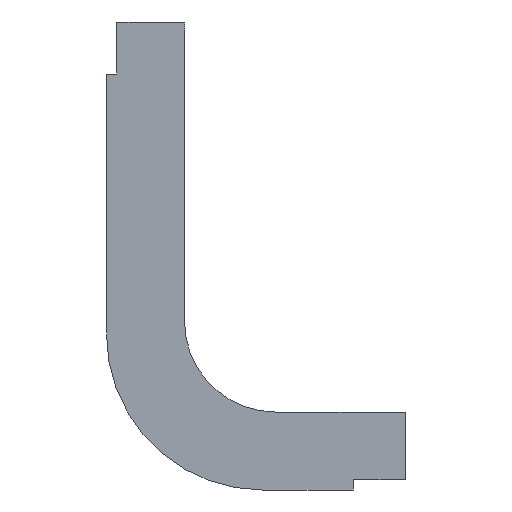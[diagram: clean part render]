
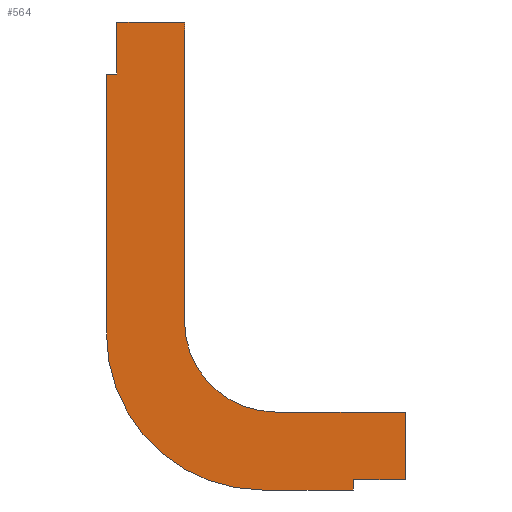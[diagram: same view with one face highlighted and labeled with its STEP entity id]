
A CAD part, front view. The second image highlights one B-rep face of the part: STEP entity #564.
In plain terms, the highlighted planar face has unit normal (0, -1, 0).
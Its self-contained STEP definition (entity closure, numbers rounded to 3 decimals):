
#65=FACE_OUTER_BOUND('',#95,.T.);
#95=EDGE_LOOP('',(#390,#391,#392,#393,#394,#395,#396,#397,#398,#399,#400,
#401));
#126=CIRCLE('',#618,35.);
#127=CIRCLE('',#619,60.);
#135=LINE('',#806,#201);
#136=LINE('',#808,#202);
#137=LINE('',#810,#203);
#138=LINE('',#812,#204);
#139=LINE('',#814,#205);
#140=LINE('',#818,#206);
#141=LINE('',#820,#207);
#142=LINE('',#822,#208);
#143=LINE('',#824,#209);
#144=LINE('',#826,#210);
#201=VECTOR('',#660,10.);
#202=VECTOR('',#661,10.);
#203=VECTOR('',#662,10.);
#204=VECTOR('',#663,10.);
#205=VECTOR('',#664,10.);
#206=VECTOR('',#667,10.);
#207=VECTOR('',#668,10.);
#208=VECTOR('',#669,10.);
#209=VECTOR('',#670,10.);
#210=VECTOR('',#671,10.);
#267=VERTEX_POINT('',#804);
#268=VERTEX_POINT('',#805);
#269=VERTEX_POINT('',#807);
#270=VERTEX_POINT('',#809);
#271=VERTEX_POINT('',#811);
#272=VERTEX_POINT('',#813);
#273=VERTEX_POINT('',#815);
#274=VERTEX_POINT('',#817);
#275=VERTEX_POINT('',#819);
#276=VERTEX_POINT('',#821);
#277=VERTEX_POINT('',#823);
#278=VERTEX_POINT('',#825);
#315=EDGE_CURVE('',#267,#268,#135,.T.);
#316=EDGE_CURVE('',#268,#269,#136,.T.);
#317=EDGE_CURVE('',#269,#270,#137,.T.);
#318=EDGE_CURVE('',#270,#271,#138,.T.);
#319=EDGE_CURVE('',#271,#272,#139,.T.);
#320=EDGE_CURVE('',#272,#273,#126,.T.);
#321=EDGE_CURVE('',#274,#273,#140,.T.);
#322=EDGE_CURVE('',#274,#275,#141,.T.);
#323=EDGE_CURVE('',#275,#276,#142,.T.);
#324=EDGE_CURVE('',#276,#277,#143,.T.);
#325=EDGE_CURVE('',#277,#278,#144,.T.);
#326=EDGE_CURVE('',#278,#267,#127,.T.);
#390=ORIENTED_EDGE('',*,*,#315,.T.);
#391=ORIENTED_EDGE('',*,*,#316,.T.);
#392=ORIENTED_EDGE('',*,*,#317,.T.);
#393=ORIENTED_EDGE('',*,*,#318,.T.);
#394=ORIENTED_EDGE('',*,*,#319,.T.);
#395=ORIENTED_EDGE('',*,*,#320,.T.);
#396=ORIENTED_EDGE('',*,*,#321,.F.);
#397=ORIENTED_EDGE('',*,*,#322,.T.);
#398=ORIENTED_EDGE('',*,*,#323,.T.);
#399=ORIENTED_EDGE('',*,*,#324,.T.);
#400=ORIENTED_EDGE('',*,*,#325,.T.);
#401=ORIENTED_EDGE('',*,*,#326,.T.);
#540=PLANE('',#617);
#564=ADVANCED_FACE('',(#65),#540,.T.);
#617=AXIS2_PLACEMENT_3D('',#803,#658,#659);
#618=AXIS2_PLACEMENT_3D('',#816,#665,#666);
#619=AXIS2_PLACEMENT_3D('',#827,#672,#673);
#658=DIRECTION('center_axis',(0.,-1.,0.));
#659=DIRECTION('ref_axis',(0.,0.,-1.));
#660=DIRECTION('',(1.,0.,0.));
#661=DIRECTION('',(0.,0.,1.));
#662=DIRECTION('',(1.,0.,0.));
#663=DIRECTION('',(0.,0.,1.));
#664=DIRECTION('',(-1.,0.,0.));
#665=DIRECTION('center_axis',(0.,1.,0.));
#666=DIRECTION('ref_axis',(0.,0.,1.));
#667=DIRECTION('',(0.,0.,-1.));
#668=DIRECTION('',(-1.,0.,0.));
#669=DIRECTION('',(0.,0.,-1.));
#670=DIRECTION('',(-1.,0.,0.));
#671=DIRECTION('',(0.,0.,-1.));
#672=DIRECTION('center_axis',(0.,-1.,0.));
#673=DIRECTION('ref_axis',(0.,0.,-1.));
#803=CARTESIAN_POINT('Origin',(0.,25.,0.));
#804=CARTESIAN_POINT('',(2.5,25.,-90.));
#805=CARTESIAN_POINT('',(37.5,25.,-90.));
#806=CARTESIAN_POINT('',(28.75,25.,-90.));
#807=CARTESIAN_POINT('',(37.5,25.,-86.));
#808=CARTESIAN_POINT('',(37.5,25.,-45.));
#809=CARTESIAN_POINT('',(57.5,25.,-86.));
#810=CARTESIAN_POINT('',(23.75,25.,-86.));
#811=CARTESIAN_POINT('',(57.5,25.,-60.));
#812=CARTESIAN_POINT('',(57.5,25.,-30.));
#813=CARTESIAN_POINT('',(7.5,25.,-60.));
#814=CARTESIAN_POINT('',(3.75,25.,-60.));
#815=CARTESIAN_POINT('',(-27.5,25.,-25.));
#816=CARTESIAN_POINT('Origin',(7.5,25.,-25.));
#817=CARTESIAN_POINT('',(-27.5,25.,90.));
#818=CARTESIAN_POINT('',(-27.5,25.,85.));
#819=CARTESIAN_POINT('',(-53.5,25.,90.));
#820=CARTESIAN_POINT('',(-28.75,25.,90.));
#821=CARTESIAN_POINT('',(-53.5,25.,70.));
#822=CARTESIAN_POINT('',(-53.5,25.,40.));
#823=CARTESIAN_POINT('',(-57.5,25.,70.));
#824=CARTESIAN_POINT('',(-28.75,25.,70.));
#825=CARTESIAN_POINT('',(-57.5,25.,-30.));
#826=CARTESIAN_POINT('',(-57.5,25.,-15.));
#827=CARTESIAN_POINT('Origin',(2.5,25.,-30.));
